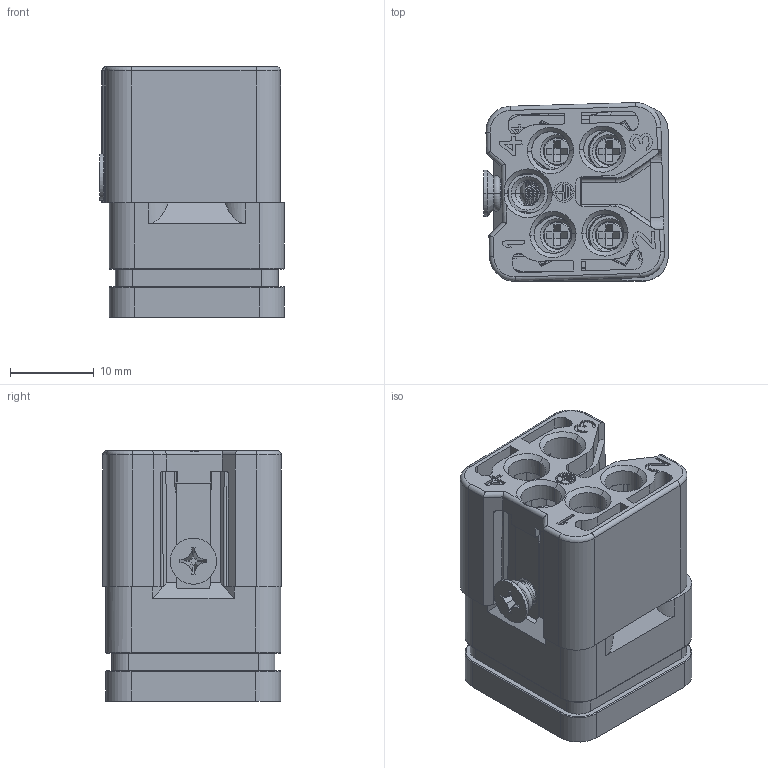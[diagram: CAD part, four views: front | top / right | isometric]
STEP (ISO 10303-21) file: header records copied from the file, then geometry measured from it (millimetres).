
FILE_DESCRIPTION((''),'2;1');
FILE_NAME('2017HA004M','2017-07-21T',('tl.yang'),(''),'PRO/ENGINEER BY PARAMETRIC TECHNOLOGY CORPORATION, 2011500','PRO/ENGINEER BY PARAMETRIC TECHNOLOGY CORPORATION, 2011500','');
FILE_SCHEMA(('CONFIG_CONTROL_DESIGN'));
Products named in the file (1): 2017HA004M
Bounding box: 21.97 x 21.27 x 29.85 mm (x, y, z)
Volume: 6616.2 mm3; surface area: 9870 mm2
Topology: 1 solids, 1 shells, 1645 faces, 4863 edges, 3105 vertices
Faces by surface type: plane 753, cylinder 593, bspline 121, cone 95, torus 68, sphere 15
Entity records: 74481 total; most frequent: CARTESIAN_POINT 33464, ORIENTED_EDGE 9658, DIRECTION 7069, EDGE_CURVE 4829, VERTEX_POINT 3105, VECTOR 2519, LINE 2519, AXIS2_PLACEMENT_3D 2275
